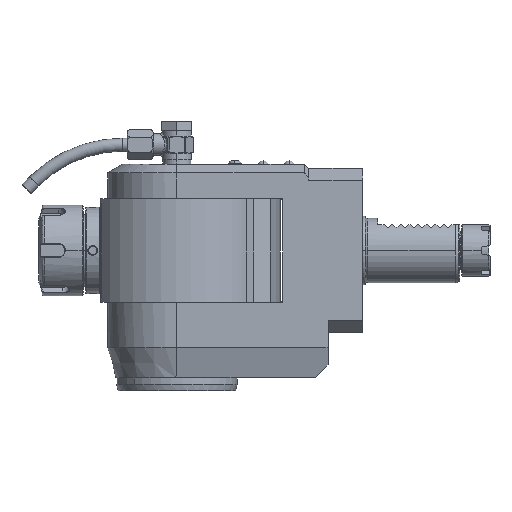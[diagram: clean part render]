
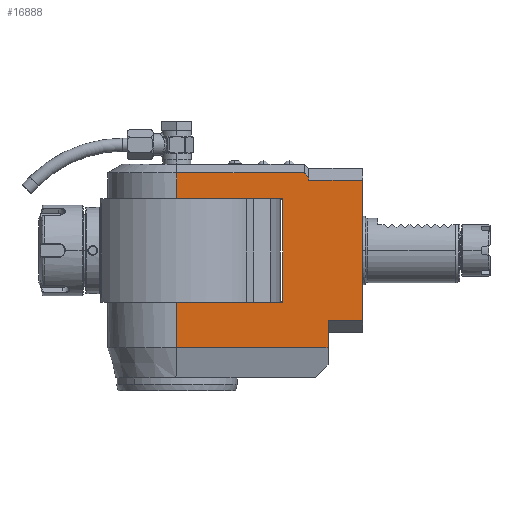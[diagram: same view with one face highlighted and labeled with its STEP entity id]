
A CAD part, left-side view. The second image highlights one B-rep face of the part: STEP entity #16888.
In plain terms, the highlighted planar face has unit normal (-1, 0, 0).
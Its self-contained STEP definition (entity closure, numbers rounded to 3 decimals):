
#3002=DIRECTION('',(0.,1.,0.));
#3003=VECTOR('',#3002,59.);
#3004=CARTESIAN_POINT('',(-32.,-59.,35.959));
#3005=LINE('',#3004,#3003);
#3032=DIRECTION('',(0.,0.,1.));
#3033=VECTOR('',#3032,0.5);
#3034=CARTESIAN_POINT('',(-32.,-59.,35.459));
#3035=LINE('',#3034,#3033);
#3040=DIRECTION('',(0.,1.,0.));
#3041=VECTOR('',#3040,0.433);
#3042=CARTESIAN_POINT('',(-32.,-59.433,35.459));
#3043=LINE('',#3042,#3041);
#3044=DIRECTION('',(0.,0.655,0.756));
#3045=VECTOR('',#3044,2.394);
#3046=CARTESIAN_POINT('',(-32.,-61.,33.649));
#3047=LINE('',#3046,#3045);
#3048=DIRECTION('',(0.,-1.,0.));
#3049=VECTOR('',#3048,25.);
#3050=CARTESIAN_POINT('',(-32.,-61.,32.515));
#3051=LINE('',#3050,#3049);
#3052=DIRECTION('',(0.,-1.,0.));
#3053=VECTOR('',#3052,16.);
#3054=CARTESIAN_POINT('',(-32.,-70.,-32.515));
#3055=LINE('',#3054,#3053);
#3056=DIRECTION('',(0.,1.,0.));
#3057=VECTOR('',#3056,23.368);
#3058=CARTESIAN_POINT('',(-32.,-49.,24.));
#3059=LINE('',#3058,#3057);
#3064=DIRECTION('',(0.,0.,-1.));
#3065=VECTOR('',#3064,11.959);
#3066=CARTESIAN_POINT('',(-32.,0.,35.959));
#3067=LINE('',#3066,#3065);
#3196=DIRECTION('',(0.,0.,-1.));
#3197=VECTOR('',#3196,65.03);
#3198=CARTESIAN_POINT('',(-32.,-86.,32.515));
#3199=LINE('',#3198,#3197);
#3392=DIRECTION('',(0.,0.,1.));
#3393=VECTOR('',#3392,1.134);
#3394=CARTESIAN_POINT('',(-32.,-61.,32.515));
#3395=LINE('',#3394,#3393);
#3428=DIRECTION('',(0.,0.,1.));
#3429=VECTOR('',#3428,12.485);
#3430=CARTESIAN_POINT('',(-32.,-70.,-45.));
#3431=LINE('',#3430,#3429);
#3448=DIRECTION('',(0.,-1.,0.));
#3449=VECTOR('',#3448,70.);
#3450=CARTESIAN_POINT('',(-32.,0.,
-45.));
#3451=LINE('',#3450,#3449);
#3505=DIRECTION('',(0.,0.,-1.));
#3506=VECTOR('',#3505,21.);
#3507=CARTESIAN_POINT('',(-32.,0.,-24.));
#3508=LINE('',#3507,#3506);
#3513=CARTESIAN_POINT('',(-32.,0.,
-45.));
#3639=DIRECTION('',(0.,1.,0.));
#3640=VECTOR('',#3639,25.632);
#3641=CARTESIAN_POINT('',(-32.,-25.632,-24.));
#3642=LINE('',#3641,#3640);
#3678=DIRECTION('',(0.,0.,-1.));
#3679=VECTOR('',#3678,48.);
#3680=CARTESIAN_POINT('',(-32.,-49.,24.));
#3681=LINE('',#3680,#3679);
#3746=DIRECTION('',(0.,1.,0.));
#3747=VECTOR('',#3746,23.368);
#3748=CARTESIAN_POINT('',(-32.,-49.,-24.));
#3749=LINE('',#3748,#3747);
#4165=DIRECTION('',(0.,-1.,0.));
#4166=VECTOR('',#4165,25.632);
#4167=CARTESIAN_POINT('',(-32.,0.,24.));
#4168=LINE('',#4167,#4166);
#12981=CARTESIAN_POINT('',(-32.,-61.,33.649));
#12982=CARTESIAN_POINT('',(-32.,-59.433,35.459));
#12983=VERTEX_POINT('',#12981);
#12984=VERTEX_POINT('',#12982);
#14150=CARTESIAN_POINT('',(-32.,-86.,32.515));
#14152=VERTEX_POINT('',#14150);
#14157=CARTESIAN_POINT('',(-32.,-49.,24.));
#14158=CARTESIAN_POINT('',(-32.,-49.,-24.));
#14159=VERTEX_POINT('',#14157);
#14160=VERTEX_POINT('',#14158);
#14173=CARTESIAN_POINT('',(-32.,-25.632,-24.));
#14174=VERTEX_POINT('',#14173);
#14177=CARTESIAN_POINT('',(-32.,-25.632,24.));
#14178=VERTEX_POINT('',#14177);
#14189=CARTESIAN_POINT('',(-32.,-70.,-45.));
#14191=VERTEX_POINT('',#14189);
#14197=CARTESIAN_POINT('',(-32.,-86.,-32.515));
#14198=VERTEX_POINT('',#14197);
#14201=CARTESIAN_POINT('',(-32.,-59.,35.959));
#14202=CARTESIAN_POINT('',(-32.,0.,35.959));
#14203=VERTEX_POINT('',#14201);
#14204=VERTEX_POINT('',#14202);
#14215=CARTESIAN_POINT('',(-32.,-70.,-32.515));
#14216=VERTEX_POINT('',#14215);
#14263=VERTEX_POINT('',#3513);
#14268=CARTESIAN_POINT('',(-32.,-59.,35.459));
#14270=VERTEX_POINT('',#14268);
#14397=CARTESIAN_POINT('',(-32.,-61.,32.515));
#14398=VERTEX_POINT('',#14397);
#14403=CARTESIAN_POINT('',(-32.,0.,-24.));
#14404=VERTEX_POINT('',#14403);
#14406=CARTESIAN_POINT('',(-32.,0.,24.));
#14408=VERTEX_POINT('',#14406);
#16851=CARTESIAN_POINT('',(-32.,0.,-59.));
#16852=DIRECTION('',(-1.,0.,0.));
#16853=DIRECTION('',(0.,-1.,0.));
#16854=AXIS2_PLACEMENT_3D('',#16851,#16852,#16853);
#16855=PLANE('',#16854);
#16857=ORIENTED_EDGE('',*,*,#16856,.F.);
#16858=ORIENTED_EDGE('',*,*,#16799,.F.);
#16859=ORIENTED_EDGE('',*,*,#16845,.F.);
#16860=ORIENTED_EDGE('',*,*,#16834,.F.);
#16861=ORIENTED_EDGE('',*,*,#16821,.F.);
#16863=ORIENTED_EDGE('',*,*,#16862,.F.);
#16865=ORIENTED_EDGE('',*,*,#16864,.T.);
#16867=ORIENTED_EDGE('',*,*,#16866,.T.);
#16869=ORIENTED_EDGE('',*,*,#16868,.F.);
#16871=ORIENTED_EDGE('',*,*,#16870,.F.);
#16873=ORIENTED_EDGE('',*,*,#16872,.F.);
#16875=ORIENTED_EDGE('',*,*,#16874,.F.);
#16877=ORIENTED_EDGE('',*,*,#16876,.F.);
#16879=ORIENTED_EDGE('',*,*,#16878,.F.);
#16881=ORIENTED_EDGE('',*,*,#16880,.F.);
#16883=ORIENTED_EDGE('',*,*,#16882,.T.);
#16885=ORIENTED_EDGE('',*,*,#16884,.F.);
#16886=EDGE_LOOP('',(#16857,#16858,#16859,#16860,#16861,#16863,#16865,#16867,
#16869,#16871,#16873,#16875,#16877,#16879,#16881,#16883,#16885));
#16887=FACE_OUTER_BOUND('',#16886,.F.);
#16799=EDGE_CURVE('',#14203,#14204,#3005,.T.);
#16821=EDGE_CURVE('',#12983,#12984,#3047,.T.);
#16834=EDGE_CURVE('',#12984,#14270,#3043,.T.);
#16845=EDGE_CURVE('',#14270,#14203,#3035,.T.);
#16856=EDGE_CURVE('',#14204,#14408,#3067,.T.);
#16862=EDGE_CURVE('',#14398,#12983,#3395,.T.);
#16864=EDGE_CURVE('',#14398,#14152,#3051,.T.);
#16866=EDGE_CURVE('',#14152,#14198,#3199,.T.);
#16868=EDGE_CURVE('',#14216,#14198,#3055,.T.);
#16870=EDGE_CURVE('',#14191,#14216,#3431,.T.);
#16872=EDGE_CURVE('',#14263,#14191,#3451,.T.);
#16874=EDGE_CURVE('',#14404,#14263,#3508,.T.);
#16876=EDGE_CURVE('',#14174,#14404,#3642,.T.);
#16878=EDGE_CURVE('',#14160,#14174,#3749,.T.);
#16880=EDGE_CURVE('',#14159,#14160,#3681,.T.);
#16882=EDGE_CURVE('',#14159,#14178,#3059,.T.);
#16884=EDGE_CURVE('',#14408,#14178,#4168,.T.);
#16888=ADVANCED_FACE('',(#16887),#16855,.T.);
